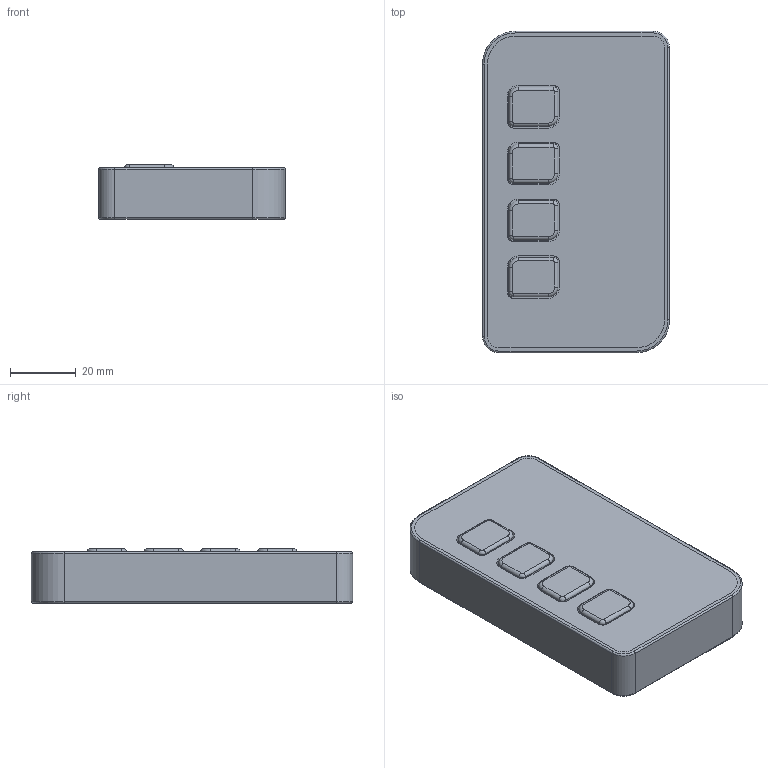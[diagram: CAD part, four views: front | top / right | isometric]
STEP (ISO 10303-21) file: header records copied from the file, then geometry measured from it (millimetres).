
FILE_DESCRIPTION(/* description */ ('Unknown'),/* implementation_level */ '2;1');
FILE_NAME(/* name */ 'shortcut_keyboard',/* time_stamp */ '2022-10-04T20:04:27+02:00',/* author */ ('Unknown'),/* organization */ ('Unknown'),/* preprocessor_version */ 'ST-DEVELOPER v18.1',/* originating_system */ 'Solid Edge',/* authorisation */ 'Unknown');
FILE_SCHEMA (('AUTOMOTIVE_DESIGN {1 0 10303 214 3 1 1}'));
Length unit declared in the file: millimetre
Products named in the file (13): pcb_asm; PCB_ASM_1_ASM; PCB; DISPLAY; SWITCH_DUMMY; HOUSING; BUTTON_DESIGN_2; LIGHT_SHIELD; NEOPIXEL; TTP223; XIAO; Cover_2; shield
Assembly tree (24 placements, depth 3):
  pcb_asm
    PCB_ASM_1_ASM
      PCB  x2
      DISPLAY
      SWITCH_DUMMY  x4
      HOUSING
      BUTTON_DESIGN_2  x4
      LIGHT_SHIELD
    NEOPIXEL  x6
    TTP223
    XIAO
    Cover_2
    shield
Bounding box: 57 x 98 x 16.6 mm (x, y, z)
Volume: 59889.1 mm3; surface area: 66548.4 mm2
Topology: 23 solids, 23 shells, 1004 faces, 2524 edges, 1623 vertices
Faces by surface type: plane 441, cylinder 437, torus 74, cone 24, sphere 16, bspline 12
Full cylindrical faces by diameter (mm): 0.7 x3, 1 x22, 1.1 x16, 1.6 x4, 2.5 x10, 3.2 x12, 3.5 x4, 5 x4, 5.5 x4, 5.6 x4, 6.1 x4, 6.5 x4, 7.5 x4
Entity records: 20589 total; most frequent: CARTESIAN_POINT 6019, DIRECTION 3070, ORIENTED_EDGE 2792, EDGE_CURVE 1396, AXIS2_PLACEMENT_3D 1158, VERTEX_POINT 943, EDGE_LOOP 771, FACE_BOUND 771
